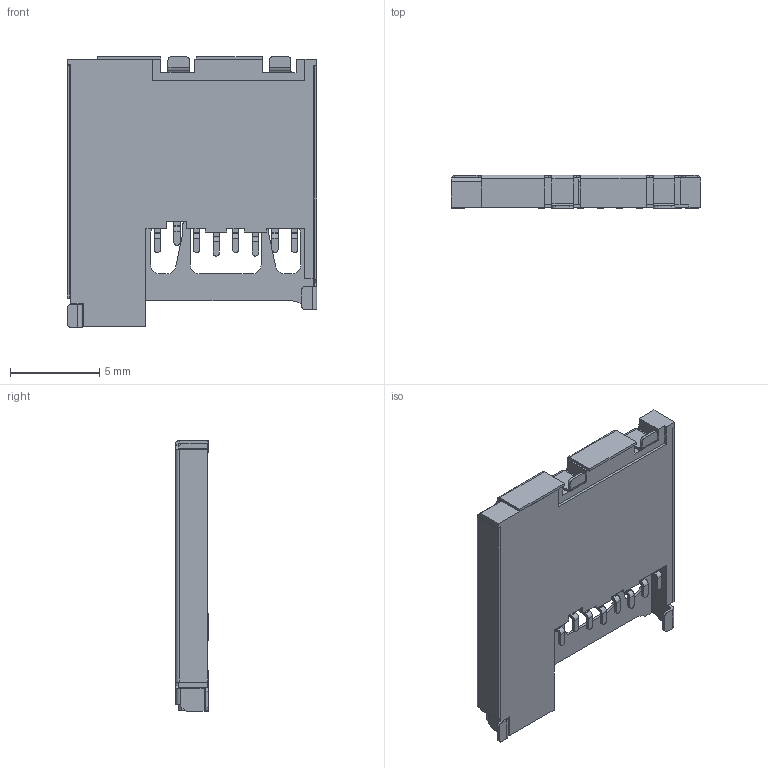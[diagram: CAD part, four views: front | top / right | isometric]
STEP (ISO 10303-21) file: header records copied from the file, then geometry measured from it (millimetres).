
FILE_DESCRIPTION (( 'STEP AP214' ), '1' );
FILE_NAME ('2908-05WB-MG.STEP', '2019-10-06T20:39:45', ( '' ), ( '' ), 'SwSTEP 2.0', 'SolidWorks 2017', '' );
FILE_SCHEMA (( 'AUTOMOTIVE_DESIGN' ));
Length unit declared in the file: millimetre
Products named in the file (1): 2908-05WB-MG
Bounding box: 14 x 1.85 x 15.2 mm (x, y, z)
Volume: 180.3 mm3; surface area: 911.6 mm2
Topology: 10 solids, 10 shells, 541 faces, 1323 edges, 807 vertices
Faces by surface type: plane 415, cylinder 126
Entity records: 15678 total; most frequent: CARTESIAN_POINT 2726, DIRECTION 2653, ORIENTED_EDGE 2646, EDGE_CURVE 1323, LINE 1065, VECTOR 1065, VERTEX_POINT 807, AXIS2_PLACEMENT_3D 794
